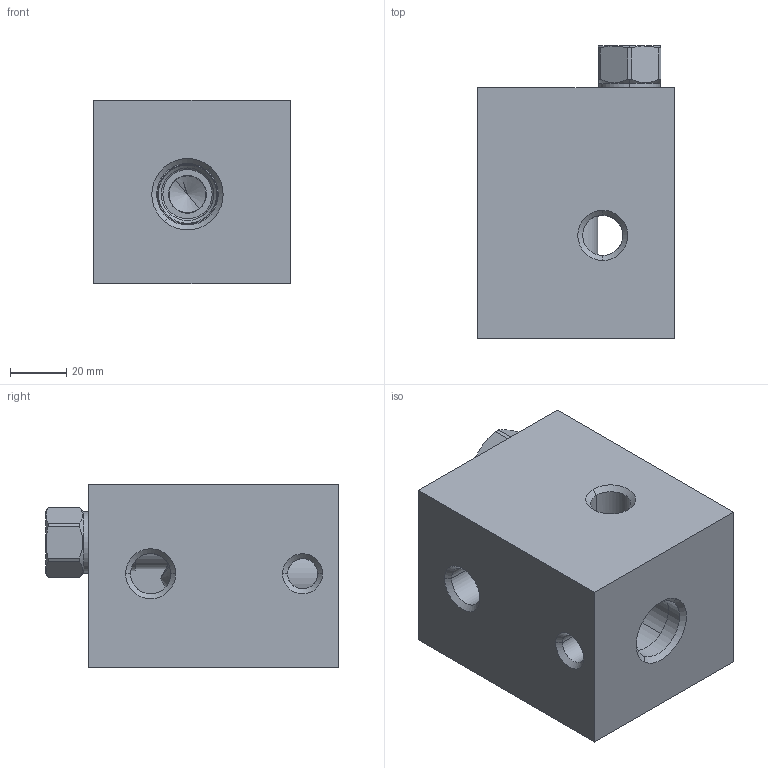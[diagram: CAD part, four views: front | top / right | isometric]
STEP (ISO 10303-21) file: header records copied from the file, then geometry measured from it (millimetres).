
FILE_DESCRIPTION((''),'2;1');
FILE_NAME('MANIFOLD_STP1_ASM','2013-08-09T',('Administrator'),(''),'PRO/ENGINEER BY PARAMETRIC TECHNOLOGY CORPORATION, 2006240','PRO/ENGINEER BY PARAMETRIC TECHNOLOGY CORPORATION, 2006240','');
FILE_SCHEMA(('CONFIG_CONTROL_DESIGN'));
Length unit declared in the file: inch
Products named in the file (3): 151159002C_PRT; ASMNAME_CART_PRT; MANIFOLD_STP1_ASM
Assembly tree (2 placements, depth 2):
  MANIFOLD_STP1_ASM
    151159002C_PRT
    ASMNAME_CART_PRT
Bounding box: 69.85 x 103.99 x 65.07 mm (x, y, z)
Surface area: 55616.2 mm2 (no closed solid volume)
Topology: 0 solids, 12 shells, 184 faces, 445 edges, 270 vertices
Faces by surface type: cylinder 76, cone 57, plane 31, torus 20
Entity records: 5721 total; most frequent: CARTESIAN_POINT 1241, DIRECTION 1022, ORIENTED_EDGE 842, EDGE_CURVE 435, AXIS2_PLACEMENT_3D 432, VERTEX_POINT 270, CIRCLE 243, EDGE_LOOP 211
